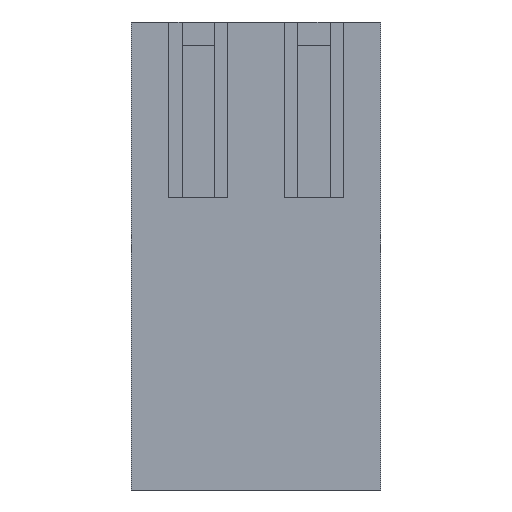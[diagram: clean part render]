
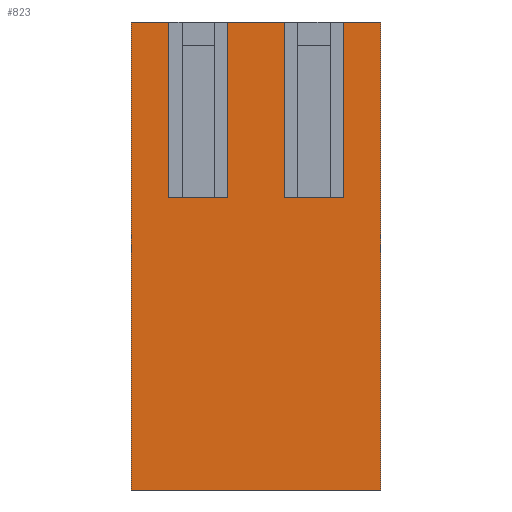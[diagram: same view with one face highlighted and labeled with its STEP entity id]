
A CAD part, front view. The second image highlights one B-rep face of the part: STEP entity #823.
In plain terms, the highlighted planar face has unit normal (0, -1, 0).
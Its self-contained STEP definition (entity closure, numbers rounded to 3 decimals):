
#45 = EDGE_CURVE ( 'NONE', #1764, #1003, #611, .T. ) ;
#51 = CARTESIAN_POINT ( 'NONE',  ( -14.86, -3.225, 10. ) ) ;
#94 = EDGE_CURVE ( 'NONE', #1291, #526, #1468, .T. ) ;
#127 = ORIENTED_EDGE ( 'NONE', *, *, #570, .T. ) ;
#129 = LINE ( 'NONE', #138, #405 ) ;
#137 = LINE ( 'NONE', #708, #1696 ) ;
#138 = CARTESIAN_POINT ( 'NONE',  ( -11.58, -3.225, 16. ) ) ;
#176 = VERTEX_POINT ( 'NONE', #1116 ) ;
#190 = DIRECTION ( 'NONE',  ( 1., 0., 0. ) ) ;
#203 = CARTESIAN_POINT ( 'NONE',  ( -12.86, -3.225, 16. ) ) ;
#279 = VECTOR ( 'NONE', #420, 1000. ) ;
#282 = EDGE_CURVE ( 'NONE', #1252, #445, #137, .T. ) ;
#318 = EDGE_CURVE ( 'NONE', #1003, #1062, #749, .T. ) ;
#322 = DIRECTION ( 'NONE',  ( 1., 0., 0. ) ) ;
#326 = VERTEX_POINT ( 'NONE', #1448 ) ;
#341 = CARTESIAN_POINT ( 'NONE',  ( -11.58, -3.225, 16. ) ) ;
#359 = EDGE_CURVE ( 'NONE', #176, #1039, #1032, .T. ) ;
#380 = AXIS2_PLACEMENT_3D ( 'NONE', #1330, #1572, #743 ) ;
#382 = VERTEX_POINT ( 'NONE', #341 ) ;
#391 = ORIENTED_EDGE ( 'NONE', *, *, #1334, .T. ) ;
#405 = VECTOR ( 'NONE', #1254, 1000. ) ;
#420 = DIRECTION ( 'NONE',  ( 0., 0., -1. ) ) ;
#445 = VERTEX_POINT ( 'NONE', #1666 ) ;
#470 = PLANE ( 'NONE',  #380 ) ;
#526 = VERTEX_POINT ( 'NONE', #673 ) ;
#560 = VECTOR ( 'NONE', #322, 1000. ) ;
#570 = EDGE_CURVE ( 'NONE', #526, #382, #129, .T. ) ;
#611 = LINE ( 'NONE', #1034, #279 ) ;
#634 = EDGE_CURVE ( 'NONE', #445, #1332, #1665, .T. ) ;
#669 = ORIENTED_EDGE ( 'NONE', *, *, #94, .T. ) ;
#673 = CARTESIAN_POINT ( 'NONE',  ( -11.58, -3.225, 0. ) ) ;
#708 = CARTESIAN_POINT ( 'NONE',  ( -20.1, -3.225, 16. ) ) ;
#734 = VECTOR ( 'NONE', #1763, 1000. ) ;
#743 = DIRECTION ( 'NONE',  ( 0., 0., 1. ) ) ;
#749 = LINE ( 'NONE', #51, #560 ) ;
#766 = CARTESIAN_POINT ( 'NONE',  ( -16.82, -3.225, 16. ) ) ;
#768 = VECTOR ( 'NONE', #1337, 1000. ) ;
#775 = DIRECTION ( 'NONE',  ( 0., 0., 1. ) ) ;
#784 = DIRECTION ( 'NONE',  ( 1., 0., 0. ) ) ;
#785 = CARTESIAN_POINT ( 'NONE',  ( -20.1, -3.225, 0. ) ) ;
#792 = LINE ( 'NONE', #815, #1740 ) ;
#815 = CARTESIAN_POINT ( 'NONE',  ( -20.1, -3.225, 16. ) ) ;
#823 = ADVANCED_FACE ( 'NONE', ( #1321 ), #470, .F. ) ;
#829 = VECTOR ( 'NONE', #1521, 1000. ) ;
#900 = VECTOR ( 'NONE', #190, 1000. ) ;
#910 = VECTOR ( 'NONE', #784, 1000. ) ;
#933 = ORIENTED_EDGE ( 'NONE', *, *, #45, .F. ) ;
#949 = CARTESIAN_POINT ( 'NONE',  ( -20.1, -3.225, 16. ) ) ;
#981 = CARTESIAN_POINT ( 'NONE',  ( -18.82, -3.225, 16. ) ) ;
#1003 = VERTEX_POINT ( 'NONE', #1082 ) ;
#1032 = LINE ( 'NONE', #766, #1061 ) ;
#1034 = CARTESIAN_POINT ( 'NONE',  ( -14.86, -3.225, 16. ) ) ;
#1039 = VERTEX_POINT ( 'NONE', #1650 ) ;
#1054 = CARTESIAN_POINT ( 'NONE',  ( -20.1, -3.225, 16. ) ) ;
#1061 = VECTOR ( 'NONE', #1577, 1000. ) ;
#1062 = VERTEX_POINT ( 'NONE', #1382 ) ;
#1071 = LINE ( 'NONE', #1054, #734 ) ;
#1082 = CARTESIAN_POINT ( 'NONE',  ( -14.86, -3.225, 10. ) ) ;
#1116 = CARTESIAN_POINT ( 'NONE',  ( -16.82, -3.225, 10. ) ) ;
#1204 = EDGE_CURVE ( 'NONE', #1062, #326, #1458, .T. ) ;
#1225 = LINE ( 'NONE', #1466, #910 ) ;
#1231 = EDGE_CURVE ( 'NONE', #1332, #176, #1225, .T. ) ;
#1232 = ORIENTED_EDGE ( 'NONE', *, *, #282, .F. ) ;
#1252 = VERTEX_POINT ( 'NONE', #949 ) ;
#1254 = DIRECTION ( 'NONE',  ( 0., 0., 1. ) ) ;
#1272 = ORIENTED_EDGE ( 'NONE', *, *, #1312, .F. ) ;
#1279 = ORIENTED_EDGE ( 'NONE', *, *, #1231, .F. ) ;
#1291 = VERTEX_POINT ( 'NONE', #1473 ) ;
#1312 = EDGE_CURVE ( 'NONE', #1039, #1764, #1071, .T. ) ;
#1321 = FACE_OUTER_BOUND ( 'NONE', #1670, .T. ) ;
#1325 = ORIENTED_EDGE ( 'NONE', *, *, #634, .F. ) ;
#1330 = CARTESIAN_POINT ( 'NONE',  ( -20.1, -3.225, 16. ) ) ;
#1332 = VERTEX_POINT ( 'NONE', #1496 ) ;
#1334 = EDGE_CURVE ( 'NONE', #1252, #1291, #792, .T. ) ;
#1337 = DIRECTION ( 'NONE',  ( 1., 0., 0. ) ) ;
#1344 = DIRECTION ( 'NONE',  ( 0., 0., -1. ) ) ;
#1382 = CARTESIAN_POINT ( 'NONE',  ( -12.86, -3.225, 10. ) ) ;
#1404 = ORIENTED_EDGE ( 'NONE', *, *, #318, .F. ) ;
#1433 = CARTESIAN_POINT ( 'NONE',  ( -14.86, -3.225, 16. ) ) ;
#1446 = LINE ( 'NONE', #1601, #900 ) ;
#1448 = CARTESIAN_POINT ( 'NONE',  ( -12.86, -3.225, 16. ) ) ;
#1458 = LINE ( 'NONE', #203, #1503 ) ;
#1466 = CARTESIAN_POINT ( 'NONE',  ( -18.82, -3.225, 10. ) ) ;
#1468 = LINE ( 'NONE', #785, #768 ) ;
#1473 = CARTESIAN_POINT ( 'NONE',  ( -20.1, -3.225, 0. ) ) ;
#1496 = CARTESIAN_POINT ( 'NONE',  ( -18.82, -3.225, 10. ) ) ;
#1503 = VECTOR ( 'NONE', #775, 1000. ) ;
#1521 = DIRECTION ( 'NONE',  ( 0., 0., -1. ) ) ;
#1539 = DIRECTION ( 'NONE',  ( 1., 0., 0. ) ) ;
#1566 = ORIENTED_EDGE ( 'NONE', *, *, #359, .F. ) ;
#1572 = DIRECTION ( 'NONE',  ( 0., 1., 0. ) ) ;
#1577 = DIRECTION ( 'NONE',  ( 0., 0., 1. ) ) ;
#1601 = CARTESIAN_POINT ( 'NONE',  ( -20.1, -3.225, 16. ) ) ;
#1650 = CARTESIAN_POINT ( 'NONE',  ( -16.82, -3.225, 16. ) ) ;
#1658 = EDGE_CURVE ( 'NONE', #326, #382, #1446, .T. ) ;
#1665 = LINE ( 'NONE', #981, #829 ) ;
#1666 = CARTESIAN_POINT ( 'NONE',  ( -18.82, -3.225, 16. ) ) ;
#1670 = EDGE_LOOP ( 'NONE', ( #669, #127, #1731, #1785, #1404, #933, #1272, #1566, #1279, #1325, #1232, #391 ) ) ;
#1696 = VECTOR ( 'NONE', #1539, 1000. ) ;
#1731 = ORIENTED_EDGE ( 'NONE', *, *, #1658, .F. ) ;
#1740 = VECTOR ( 'NONE', #1344, 1000. ) ;
#1763 = DIRECTION ( 'NONE',  ( 1., 0., 0. ) ) ;
#1764 = VERTEX_POINT ( 'NONE', #1433 ) ;
#1785 = ORIENTED_EDGE ( 'NONE', *, *, #1204, .F. ) ;
